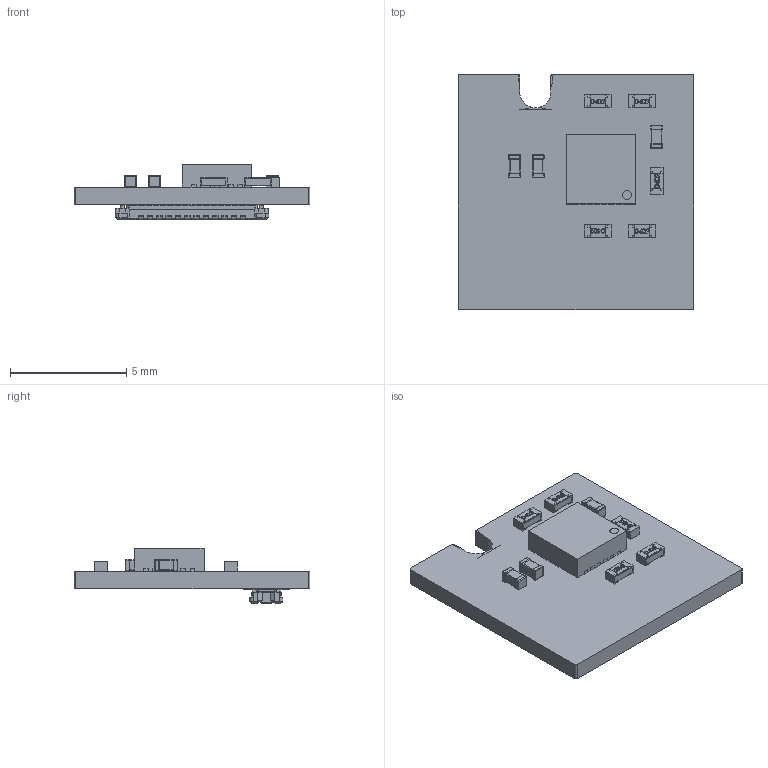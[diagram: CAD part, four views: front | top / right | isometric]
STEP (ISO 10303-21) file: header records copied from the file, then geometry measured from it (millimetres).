
FILE_DESCRIPTION(('Open CASCADE Model'),'2;1');
FILE_NAME('Open CASCADE Shape Model','2020-06-01T18:14:23',('Author'),( 'Open CASCADE'),'Open CASCADE STEP processor 6.8','Open CASCADE 6.8' ,'Unknown');
FILE_SCHEMA(('AUTOMOTIVE_DESIGN { 1 0 10303 214 1 1 1 1 }'));
Length unit declared in the file: millimetre
Products named in the file (21): PCB; Board; Open CASCADE STEP translator 6.8 4.1.1; Open CASCADE STEP translator 6.8 4.1.1.1; Open CASCADE STEP translator 6.8 4.1.1.2; Open CASCADE STEP translator 6.8 4.1.1.3; Open CASCADE STEP translator 6.8 4.1.1.4; C8; C0402; C6; C7; R15; RES_1005-0402; R16; R13; R10; R32; U4; QFN24_3X3; J4; axe624124
Assembly tree (26 placements, depth 4):
  PCB
    Board
      Open CASCADE STEP translator 6.8 4.1.1
        Open CASCADE STEP translator 6.8 4.1.1.1
        Open CASCADE STEP translator 6.8 4.1.1.2
        Open CASCADE STEP translator 6.8 4.1.1.3
        Open CASCADE STEP translator 6.8 4.1.1.4
    C8
      C0402
    C6
      C0402
    C7
      C0402
    R15
      RES_1005-0402
    R16
      RES_1005-0402
    R13
      RES_1005-0402
    R10
      RES_1005-0402
    R32
      RES_1005-0402
    U4
      QFN24_3X3
    J4
      axe624124
Bounding box: 10.15 x 10.15 x 2.38 mm (x, y, z)
Volume: 89.7 mm3; surface area: 346.1 mm2
Topology: 54 solids, 54 shells, 1527 faces, 3888 edges, 2486 vertices
Faces by surface type: plane 1023, cylinder 270, bspline 172, sphere 54, cone 4, torus 4
Entity records: 35408 total; most frequent: CARTESIAN_POINT 8086, ORIENTED_EDGE 5296, DIRECTION 5004, EDGE_CURVE 2648, LINE 2048, VECTOR 2048, VERTEX_POINT 1722, AXIS2_PLACEMENT_3D 1478
